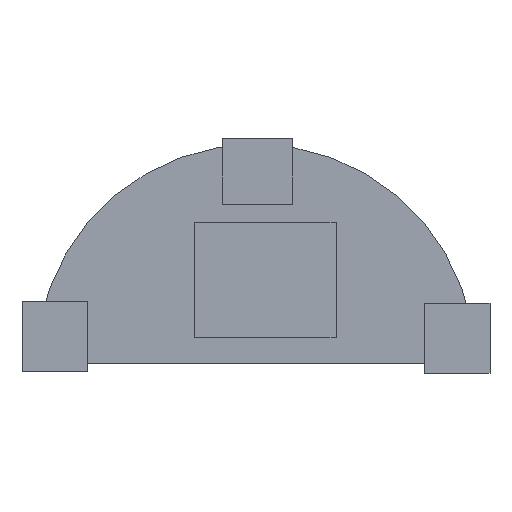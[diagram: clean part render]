
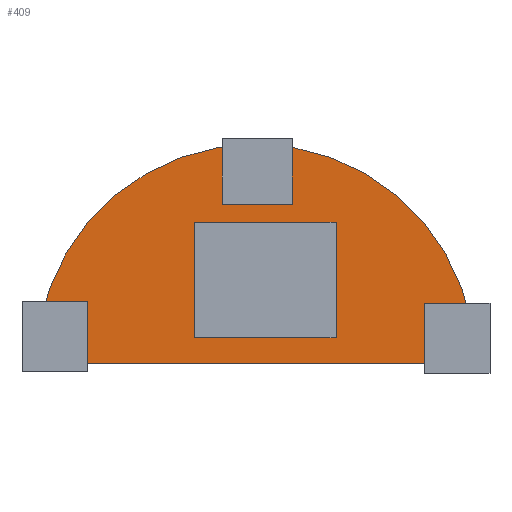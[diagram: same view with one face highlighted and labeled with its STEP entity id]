
A CAD part, top view. The second image highlights one B-rep face of the part: STEP entity #409.
In plain terms, the highlighted planar face has unit normal (0, 0, 1).
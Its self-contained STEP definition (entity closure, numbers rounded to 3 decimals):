
#44=FACE_BOUND('',#102,.T.);
#45=FACE_BOUND('',#103,.T.);
#46=FACE_BOUND('',#104,.T.);
#47=FACE_BOUND('',#105,.T.);
#48=FACE_BOUND('',#106,.T.);
#49=FACE_BOUND('',#107,.T.);
#57=PLANE('',#485);
#79=FACE_OUTER_BOUND('',#101,.T.);
#101=EDGE_LOOP('',(#321,#322));
#102=EDGE_LOOP('',(#323));
#103=EDGE_LOOP('',(#324));
#104=EDGE_LOOP('',(#325));
#105=EDGE_LOOP('',(#326));
#106=EDGE_LOOP('',(#327));
#107=EDGE_LOOP('',(#328));
#135=LINE('',#681,#169);
#169=VECTOR('',#559,10.);
#196=CIRCLE('',#465,1.);
#198=CIRCLE('',#468,0.5);
#200=CIRCLE('',#471,0.5);
#202=CIRCLE('',#474,0.5);
#204=CIRCLE('',#477,1.);
#206=CIRCLE('',#480,1.);
#208=CIRCLE('',#484,12.335);
#210=VERTEX_POINT('',#641);
#212=VERTEX_POINT('',#647);
#214=VERTEX_POINT('',#653);
#216=VERTEX_POINT('',#659);
#218=VERTEX_POINT('',#665);
#220=VERTEX_POINT('',#671);
#223=VERTEX_POINT('',#678);
#224=VERTEX_POINT('',#680);
#243=EDGE_CURVE('',#210,#210,#196,.T.);
#246=EDGE_CURVE('',#212,#212,#198,.T.);
#249=EDGE_CURVE('',#214,#214,#200,.T.);
#252=EDGE_CURVE('',#216,#216,#202,.T.);
#255=EDGE_CURVE('',#218,#218,#204,.T.);
#258=EDGE_CURVE('',#220,#220,#206,.T.);
#261=EDGE_CURVE('',#224,#223,#135,.T.);
#264=EDGE_CURVE('',#223,#224,#208,.T.);
#321=ORIENTED_EDGE('',*,*,#264,.T.);
#322=ORIENTED_EDGE('',*,*,#261,.T.);
#323=ORIENTED_EDGE('',*,*,#243,.T.);
#324=ORIENTED_EDGE('',*,*,#246,.T.);
#325=ORIENTED_EDGE('',*,*,#249,.T.);
#326=ORIENTED_EDGE('',*,*,#252,.T.);
#327=ORIENTED_EDGE('',*,*,#255,.T.);
#328=ORIENTED_EDGE('',*,*,#258,.T.);
#409=ADVANCED_FACE('',(#79,#44,#45,#46,#47,#48,#49),#57,.T.);
#465=AXIS2_PLACEMENT_3D('',#643,#518,#519);
#468=AXIS2_PLACEMENT_3D('',#649,#525,#526);
#471=AXIS2_PLACEMENT_3D('',#655,#532,#533);
#474=AXIS2_PLACEMENT_3D('',#661,#539,#540);
#477=AXIS2_PLACEMENT_3D('',#667,#546,#547);
#480=AXIS2_PLACEMENT_3D('',#673,#553,#554);
#484=AXIS2_PLACEMENT_3D('',#685,#565,#566);
#485=AXIS2_PLACEMENT_3D('',#686,#567,#568);
#518=DIRECTION('center_axis',(0.,0.,-1.));
#519=DIRECTION('ref_axis',(1.,0.,0.));
#525=DIRECTION('center_axis',(0.,0.,-1.));
#526=DIRECTION('ref_axis',(1.,0.,0.));
#532=DIRECTION('center_axis',(0.,0.,-1.));
#533=DIRECTION('ref_axis',(1.,0.,0.));
#539=DIRECTION('center_axis',(0.,0.,-1.));
#540=DIRECTION('ref_axis',(1.,0.,0.));
#546=DIRECTION('center_axis',(0.,0.,-1.));
#547=DIRECTION('ref_axis',(1.,0.,0.));
#553=DIRECTION('center_axis',(0.,0.,-1.));
#554=DIRECTION('ref_axis',(1.,0.,0.));
#559=DIRECTION('',(1.,0.,0.));
#565=DIRECTION('center_axis',(0.,0.,1.));
#566=DIRECTION('ref_axis',(1.,0.,0.));
#567=DIRECTION('center_axis',(0.,0.,1.));
#568=DIRECTION('ref_axis',(1.,0.,0.));
#641=CARTESIAN_POINT('',(121.,18.,1.57));
#643=CARTESIAN_POINT('Origin',(122.,18.,1.57));
#647=CARTESIAN_POINT('',(136.5,18.97,1.57));
#649=CARTESIAN_POINT('Origin',(137.,18.97,1.57));
#653=CARTESIAN_POINT('',(136.5,21.12,1.57));
#655=CARTESIAN_POINT('Origin',(137.,21.12,1.57));
#659=CARTESIAN_POINT('',(136.5,23.27,1.57));
#661=CARTESIAN_POINT('Origin',(137.,23.27,1.57));
#665=CARTESIAN_POINT('',(143.,18.,1.57));
#667=CARTESIAN_POINT('Origin',(144.,18.,1.57));
#671=CARTESIAN_POINT('',(132.,27.,1.57));
#673=CARTESIAN_POINT('Origin',(133.,27.,1.57));
#678=CARTESIAN_POINT('',(145.32,16.51,1.57));
#680=CARTESIAN_POINT('',(120.65,16.51,1.57));
#681=CARTESIAN_POINT('',(145.32,16.51,1.57));
#685=CARTESIAN_POINT('Origin',(132.985,16.51,1.57));
#686=CARTESIAN_POINT('Origin',(132.985,22.678,1.57));
